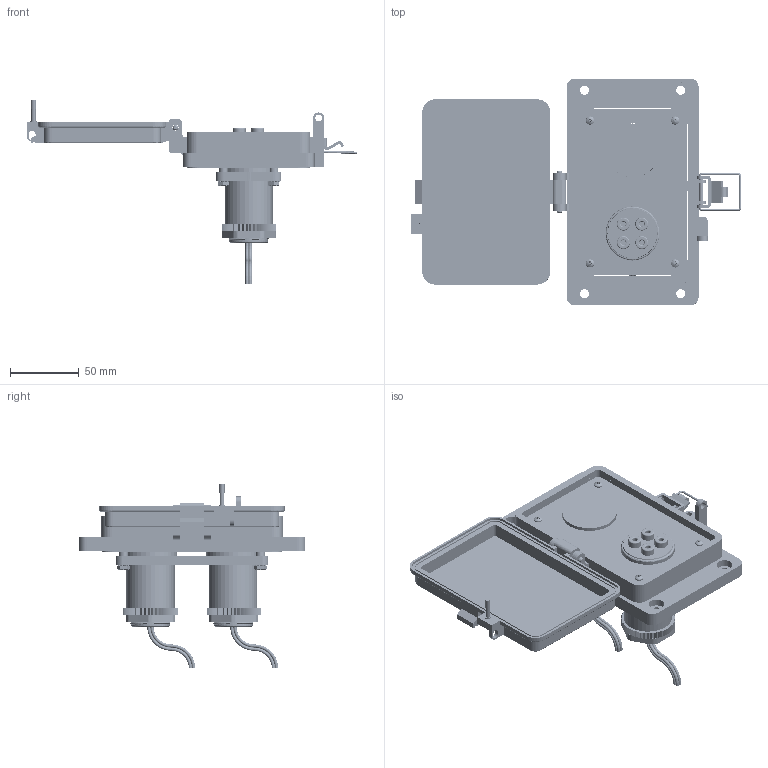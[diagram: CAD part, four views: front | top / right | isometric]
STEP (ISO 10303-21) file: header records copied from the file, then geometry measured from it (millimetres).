
FILE_DESCRIPTION (( 'STEP AP203' ), '1' );
FILE_NAME ('P-S10S21-M2RX-V_3D.STEP', '2018-12-28T15:29:07', ( '' ), ( '' ), 'SwSTEP 2.0', 'SolidWorks 2018', '' );
FILE_SCHEMA (( 'CONFIG_CONTROL_DESIGN' ));
Length unit declared in the file: millimetre
Products named in the file (16): R-3W_NUT; P-S10S21-M2RX-V_BP240_1; R-3MT_UNIT; P-S10S21-M2RX-V_TP240_1; R-3MT_SLEEVE; 632FH_1-1_4-IN; R-3MT_NUT; Z-001-SPR_5_8; Z-H-M2_B; Z-002-632516HN_90675A007; -M2; P-S10S21-M2RX-V_FP060_1; 92005A124_METRIC PAN HEAD PHILLIPS MACHINE SCREW_92005A124; R-3W-UNIT; P-S10S21-M2RX-V_3D; R-3W-SLEEVE
Assembly tree (27 placements, depth 3):
  P-S10S21-M2RX-V_3D
    P-S10S21-M2RX-V_BP240_1
    P-S10S21-M2RX-V_TP240_1
    632FH_1-1_4-IN  x4
    Z-001-SPR_5_8  x4
    Z-002-632516HN_90675A007  x4
    P-S10S21-M2RX-V_FP060_1
    R-3W-UNIT
    R-3W-SLEEVE
    R-3W_NUT
    R-3MT_UNIT
    R-3MT_SLEEVE
    R-3MT_NUT
    -M2
      Z-H-M2_B
    92005A124_METRIC PAN HEAD PHILLIPS MACHINE SCREW_92005A124  x4
Bounding box: 240.59 x 164.96 x 134.46 mm (x, y, z)
Volume: 403353.8 mm3; surface area: 213224 mm2
Topology: 47 solids, 48 shells, 4145 faces, 11764 edges, 7747 vertices
Faces by surface type: cylinder 1639, plane 1216, bspline 980, cone 224, torus 78, sphere 8
Entity records: 150346 total; most frequent: CARTESIAN_POINT 86465, ORIENTED_EDGE 15572, DIRECTION 8856, EDGE_CURVE 7789, VERTEX_POINT 5121, B_SPLINE_CURVE_WITH_KNOTS 3103, VECTOR 3074, LINE 3074
